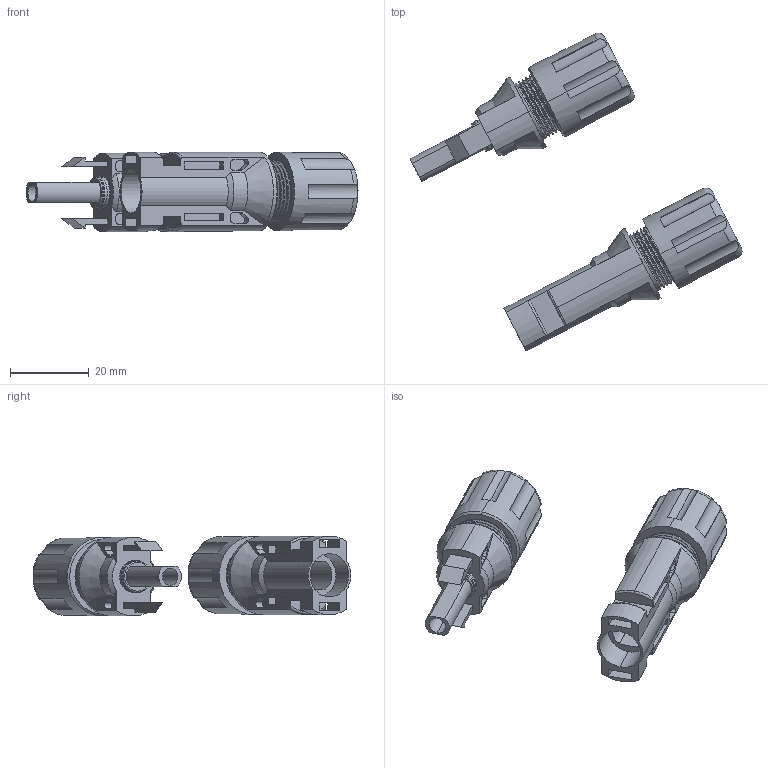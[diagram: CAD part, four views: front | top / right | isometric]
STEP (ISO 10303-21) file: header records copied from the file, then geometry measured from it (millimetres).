
FILE_DESCRIPTION(('FreeCAD Model'),'2;1');
FILE_NAME('Open CASCADE Shape Model','2026-01-29T13:35:22',(''),(''), 'Open CASCADE STEP processor 7.7','FreeCAD','Unknown');
FILE_SCHEMA(('AUTOMOTIVE_DESIGN { 1 0 10303 214 1 1 1 1 }'));
Length unit declared in the file: millimetre
Products named in the file (3): uVerter; MC4_female; MC4_male
Assembly tree (2 placements, depth 2):
  uVerter
    MC4_female
    MC4_male
Bounding box: 84.53 x 80.86 x 20.34 mm (x, y, z)
Volume: 20513.2 mm3; surface area: 12110.4 mm2
Topology: 2 solids, 2 shells, 307 faces, 797 edges, 521 vertices
Faces by surface type: plane 152, cylinder 123, torus 16, cone 10, bspline 6
Entity records: 11361 total; most frequent: CARTESIAN_POINT 3758, ORIENTED_EDGE 1594, DIRECTION 1568, EDGE_CURVE 797, AXIS2_PLACEMENT_3D 565, VERTEX_POINT 521, LINE 438, VECTOR 438
